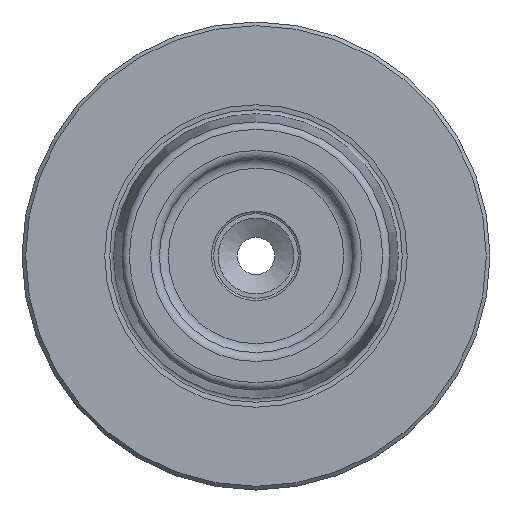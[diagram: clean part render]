
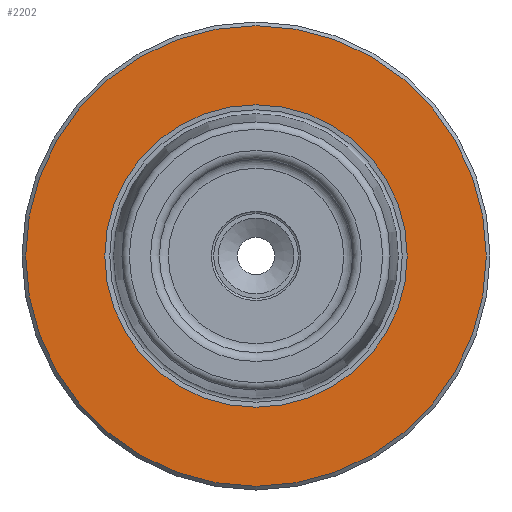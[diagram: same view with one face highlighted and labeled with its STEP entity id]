
A CAD part, left-side view. The second image highlights one B-rep face of the part: STEP entity #2202.
In plain terms, the highlighted planar face has unit normal (-1, 0, 0).
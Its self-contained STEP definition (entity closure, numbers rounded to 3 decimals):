
#311=PLANE('',#2447);
#437=CIRCLE('',#2446,20.358);
#438=CIRCLE('',#2448,31.);
#636=VERTEX_POINT('',#3929);
#637=VERTEX_POINT('',#3933);
#638=VERTEX_POINT('',#3934);
#1147=EDGE_CURVE('',#636,#636,#437,.T.);
#1148=EDGE_CURVE('',#637,#638,#438,.T.);
#1149=EDGE_CURVE('',#638,#637,#438,.T.);
#1710=ORIENTED_EDGE('',*,*,#1147,.F.);
#1711=ORIENTED_EDGE('',*,*,#1148,.T.);
#1712=ORIENTED_EDGE('',*,*,#1149,.T.);
#1925=EDGE_LOOP('',(#1710));
#1926=EDGE_LOOP('',(#1711,#1712));
#2068=FACE_BOUND('',#1925,.T.);
#2069=FACE_BOUND('',#1926,.T.);
#2202=ADVANCED_FACE('',(#2068,#2069),#311,.F.);
#2446=AXIS2_PLACEMENT_3D('',#3930,#2977,#2978);
#2447=AXIS2_PLACEMENT_3D('',#3931,#2979,$);
#2448=AXIS2_PLACEMENT_3D('',#3932,#2980,#2981);
#2977=DIRECTION('',(-1.,0.,0.));
#2978=DIRECTION('',(0.,0.,20.358));
#2979=DIRECTION('',(1.,0.,0.));
#2980=DIRECTION('',(-1.,0.,0.));
#2981=DIRECTION('',(0.,0.,31.));
#3929=CARTESIAN_POINT('',(0.,0.,20.358));
#3930=CARTESIAN_POINT('',(0.,0.,0.));
#3931=CARTESIAN_POINT('',(0.,0.,20.358));
#3932=CARTESIAN_POINT('',(0.,0.,0.));
#3933=CARTESIAN_POINT('',(0.,0.,31.));
#3934=CARTESIAN_POINT('',(0.,0.,-31.));
